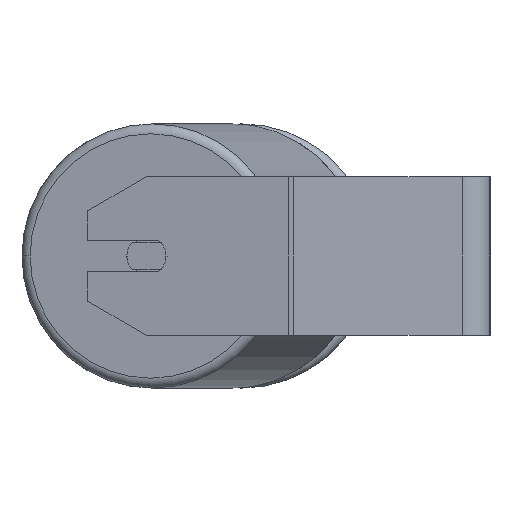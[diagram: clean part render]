
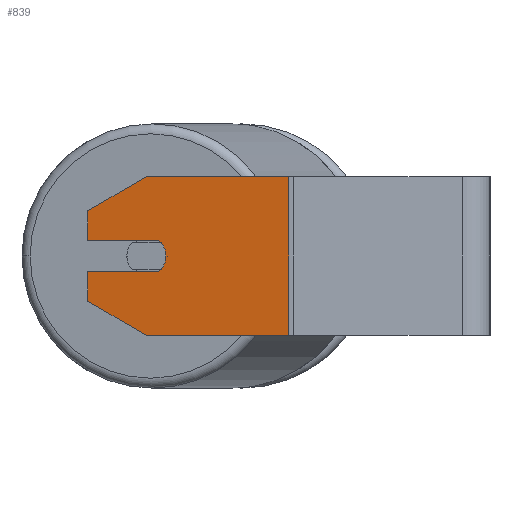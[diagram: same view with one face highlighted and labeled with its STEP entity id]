
A CAD part, left-side view. The second image highlights one B-rep face of the part: STEP entity #839.
In plain terms, the highlighted planar face has unit normal (-0.985, 0.174, 0).
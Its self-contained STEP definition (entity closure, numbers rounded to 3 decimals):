
#136 = VERTEX_POINT ( 'NONE', #8212 ) ;
#216 = VERTEX_POINT ( 'NONE', #4208 ) ;
#329 = AXIS2_PLACEMENT_3D ( 'NONE', #2893, #7646, #4806 ) ;
#359 = LINE ( 'NONE', #8373, #4191 ) ;
#429 = CARTESIAN_POINT ( 'NONE',  ( -414.787, 101.269, 40. ) ) ;
#470 = CIRCLE ( 'NONE', #7672, 10. ) ;
#521 = VECTOR ( 'NONE', #528, 1000. ) ;
#528 = DIRECTION ( 'NONE',  ( -0.174, -0.985, 0. ) ) ;
#709 = VERTEX_POINT ( 'NONE', #3722 ) ;
#716 = DIRECTION ( 'NONE',  ( 0.985, -0.174, 0. ) ) ;
#793 = ORIENTED_EDGE ( 'NONE', *, *, #8633, .T. ) ;
#829 = LINE ( 'NONE', #1400, #2448 ) ;
#839 = ADVANCED_FACE ( 'NONE', ( #3223 ), #1336, .F. ) ;
#1185 = CARTESIAN_POINT ( 'NONE',  ( -396.944, 202.464, 40. ) ) ;
#1187 = CARTESIAN_POINT ( 'NONE',  ( -402.153, 172.919, 0. ) ) ;
#1197 = CARTESIAN_POINT ( 'NONE',  ( -396.944, 202.464, -40. ) ) ;
#1205 = ORIENTED_EDGE ( 'NONE', *, *, #2816, .F. ) ;
#1251 = ORIENTED_EDGE ( 'NONE', *, *, #1751, .T. ) ;
#1319 = DIRECTION ( 'NONE',  ( 0.174, 0.985, 0. ) ) ;
#1336 = PLANE ( 'NONE',  #8668 ) ;
#1400 = CARTESIAN_POINT ( 'NONE',  ( -403.195, 167.011, 8. ) ) ;
#1666 = LINE ( 'NONE', #7687, #6291 ) ;
#1751 = EDGE_CURVE ( 'NONE', #5217, #5928, #3500, .T. ) ;
#2227 = VERTEX_POINT ( 'NONE', #6546 ) ;
#2246 = CARTESIAN_POINT ( 'NONE',  ( -396.944, 202.464, 22.679 ) ) ;
#2247 = ORIENTED_EDGE ( 'NONE', *, *, #8492, .T. ) ;
#2330 = ORIENTED_EDGE ( 'NONE', *, *, #7388, .F. ) ;
#2417 = VERTEX_POINT ( 'NONE', #2596 ) ;
#2448 = VECTOR ( 'NONE', #1319, 1000. ) ;
#2503 = EDGE_CURVE ( 'NONE', #709, #2417, #6819, .T. ) ;
#2549 = LINE ( 'NONE', #3219, #4268 ) ;
#2596 = CARTESIAN_POINT ( 'NONE',  ( -403.89, 163.071, 0. ) ) ;
#2633 = VERTEX_POINT ( 'NONE', #4986 ) ;
#2816 = EDGE_CURVE ( 'NONE', #2417, #216, #470, .T. ) ;
#2893 = CARTESIAN_POINT ( 'NONE',  ( -402.153, 172.919, 0. ) ) ;
#2945 = DIRECTION ( 'NONE',  ( 0.15, 0.853, -0.5 ) ) ;
#3001 = ORIENTED_EDGE ( 'NONE', *, *, #5052, .F. ) ;
#3219 = CARTESIAN_POINT ( 'NONE',  ( -396.944, 202.464, 40. ) ) ;
#3223 = FACE_OUTER_BOUND ( 'NONE', #7771, .T. ) ;
#3258 = EDGE_CURVE ( 'NONE', #6251, #136, #2549, .T. ) ;
#3500 = LINE ( 'NONE', #6199, #7097 ) ;
#3692 = ORIENTED_EDGE ( 'NONE', *, *, #2503, .F. ) ;
#3722 = CARTESIAN_POINT ( 'NONE',  ( -403.195, 167.011, -8. ) ) ;
#3867 = EDGE_CURVE ( 'NONE', #216, #136, #829, .T. ) ;
#3919 = CARTESIAN_POINT ( 'NONE',  ( -396.944, 202.464, -22.679 ) ) ;
#4011 = DIRECTION ( 'NONE',  ( -0.174, -0.985, 0. ) ) ;
#4171 = EDGE_CURVE ( 'NONE', #2227, #7846, #7284, .T. ) ;
#4191 = VECTOR ( 'NONE', #2945, 1000. ) ;
#4208 = CARTESIAN_POINT ( 'NONE',  ( -403.195, 167.011, 8. ) ) ;
#4268 = VECTOR ( 'NONE', #6678, 1000. ) ;
#4332 = CARTESIAN_POINT ( 'NONE',  ( -402.153, 172.919, -40. ) ) ;
#4360 = ORIENTED_EDGE ( 'NONE', *, *, #3258, .T. ) ;
#4644 = CARTESIAN_POINT ( 'NONE',  ( -396.944, 202.464, 40. ) ) ;
#4663 = LINE ( 'NONE', #1185, #521 ) ;
#4806 = DIRECTION ( 'NONE',  ( -0.174, -0.985, 0. ) ) ;
#4986 = CARTESIAN_POINT ( 'NONE',  ( -402.153, 172.919, 40. ) ) ;
#5052 = EDGE_CURVE ( 'NONE', #7558, #709, #1666, .T. ) ;
#5217 = VERTEX_POINT ( 'NONE', #3919 ) ;
#5253 = LINE ( 'NONE', #1197, #7325 ) ;
#5857 = ORIENTED_EDGE ( 'NONE', *, *, #8100, .T. ) ;
#5928 = VERTEX_POINT ( 'NONE', #4332 ) ;
#6021 = LINE ( 'NONE', #4644, #7320 ) ;
#6126 = CARTESIAN_POINT ( 'NONE',  ( -396.944, 202.464, -8. ) ) ;
#6199 = CARTESIAN_POINT ( 'NONE',  ( -402.153, 172.919, -40. ) ) ;
#6251 = VERTEX_POINT ( 'NONE', #2246 ) ;
#6291 = VECTOR ( 'NONE', #6390, 1000. ) ;
#6390 = DIRECTION ( 'NONE',  ( -0.174, -0.985, 0. ) ) ;
#6546 = CARTESIAN_POINT ( 'NONE',  ( -414.787, 101.269, 40. ) ) ;
#6583 = DIRECTION ( 'NONE',  ( -0.985, 0.174, 0. ) ) ;
#6589 = ORIENTED_EDGE ( 'NONE', *, *, #4171, .F. ) ;
#6678 = DIRECTION ( 'NONE',  ( 0., 0., -1. ) ) ;
#6698 = ORIENTED_EDGE ( 'NONE', *, *, #3867, .F. ) ;
#6774 = DIRECTION ( 'NONE',  ( 0.174, 0.985, 0. ) ) ;
#6819 = CIRCLE ( 'NONE', #329, 10. ) ;
#6913 = CARTESIAN_POINT ( 'NONE',  ( -414.787, 101.269, -40. ) ) ;
#7097 = VECTOR ( 'NONE', #7714, 1000. ) ;
#7265 = CARTESIAN_POINT ( 'NONE',  ( -396.944, 202.464, 40. ) ) ;
#7269 = VECTOR ( 'NONE', #7911, 1000. ) ;
#7284 = LINE ( 'NONE', #429, #7269 ) ;
#7320 = VECTOR ( 'NONE', #8077, 1000. ) ;
#7325 = VECTOR ( 'NONE', #8632, 1000. ) ;
#7388 = EDGE_CURVE ( 'NONE', #2633, #2227, #4663, .T. ) ;
#7558 = VERTEX_POINT ( 'NONE', #6126 ) ;
#7646 = DIRECTION ( 'NONE',  ( -0.985, 0.174, 0. ) ) ;
#7672 = AXIS2_PLACEMENT_3D ( 'NONE', #1187, #6583, #4011 ) ;
#7687 = CARTESIAN_POINT ( 'NONE',  ( -403.195, 167.011, -8. ) ) ;
#7714 = DIRECTION ( 'NONE',  ( -0.15, -0.853, -0.5 ) ) ;
#7771 = EDGE_LOOP ( 'NONE', ( #3692, #3001, #5857, #1251, #793, #6589, #2330, #2247, #4360, #6698, #1205 ) ) ;
#7846 = VERTEX_POINT ( 'NONE', #6913 ) ;
#7911 = DIRECTION ( 'NONE',  ( 0., 0., -1. ) ) ;
#8077 = DIRECTION ( 'NONE',  ( 0., 0., -1. ) ) ;
#8100 = EDGE_CURVE ( 'NONE', #7558, #5217, #6021, .T. ) ;
#8212 = CARTESIAN_POINT ( 'NONE',  ( -396.944, 202.464, 8. ) ) ;
#8373 = CARTESIAN_POINT ( 'NONE',  ( -396.944, 202.464, 22.679 ) ) ;
#8492 = EDGE_CURVE ( 'NONE', #2633, #6251, #359, .T. ) ;
#8632 = DIRECTION ( 'NONE',  ( -0.174, -0.985, 0. ) ) ;
#8633 = EDGE_CURVE ( 'NONE', #5928, #7846, #5253, .T. ) ;
#8668 = AXIS2_PLACEMENT_3D ( 'NONE', #7265, #716, #6774 ) ;
